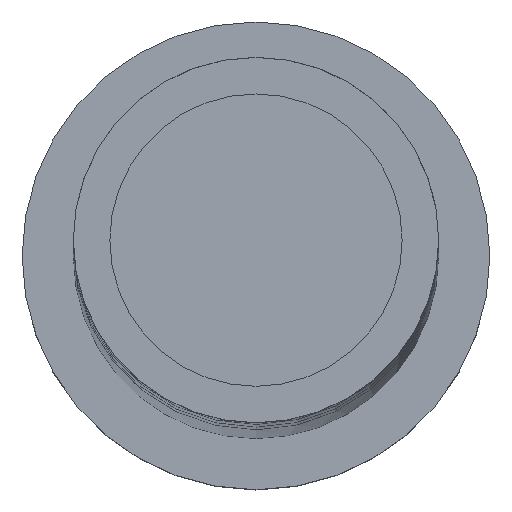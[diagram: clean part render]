
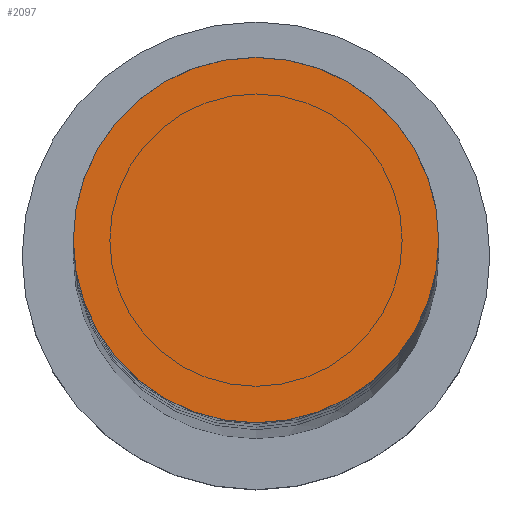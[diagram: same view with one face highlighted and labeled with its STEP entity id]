
A CAD part, top view. The second image highlights one B-rep face of the part: STEP entity #2097.
In plain terms, the highlighted planar face has unit normal (0, 0, 1).
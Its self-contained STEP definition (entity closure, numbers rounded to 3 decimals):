
#9 = ORIENTED_EDGE ( 'NONE', *, *, #1381, .T. ) ;
#67 = EDGE_CURVE ( 'NONE', #573, #2067, #1796, .T. ) ;
#90 = DIRECTION ( 'NONE',  ( 1., 0., 0. ) ) ;
#115 = AXIS2_PLACEMENT_3D ( 'NONE', #747, #1417, #317 ) ;
#317 = DIRECTION ( 'NONE',  ( 1., 0., 0. ) ) ;
#366 = CARTESIAN_POINT ( 'NONE',  ( 0., 0., 630. ) ) ;
#432 = CIRCLE ( 'NONE', #115, 12.5 ) ;
#463 = EDGE_LOOP ( 'NONE', ( #1399, #9 ) ) ;
#573 = VERTEX_POINT ( 'NONE', #972 ) ;
#747 = CARTESIAN_POINT ( 'NONE',  ( 0., 0., 630. ) ) ;
#821 = AXIS2_PLACEMENT_3D ( 'NONE', #928, #2128, #90 ) ;
#853 = AXIS2_PLACEMENT_3D ( 'NONE', #366, #1349, #1033 ) ;
#928 = CARTESIAN_POINT ( 'NONE',  ( 0., 0., 630. ) ) ;
#972 = CARTESIAN_POINT ( 'NONE',  ( -12.5, 0., 630. ) ) ;
#1007 = FACE_OUTER_BOUND ( 'NONE', #463, .T. ) ;
#1033 = DIRECTION ( 'NONE',  ( 1., 0., 0. ) ) ;
#1349 = DIRECTION ( 'NONE',  ( 0., 0., 1. ) ) ;
#1358 = CARTESIAN_POINT ( 'NONE',  ( 12.5, 0., 630. ) ) ;
#1381 = EDGE_CURVE ( 'NONE', #2067, #573, #432, .T. ) ;
#1399 = ORIENTED_EDGE ( 'NONE', *, *, #67, .T. ) ;
#1417 = DIRECTION ( 'NONE',  ( 0., 0., 1. ) ) ;
#1672 = PLANE ( 'NONE',  #853 ) ;
#1796 = CIRCLE ( 'NONE', #821, 12.5 ) ;
#2067 = VERTEX_POINT ( 'NONE', #1358 ) ;
#2097 = ADVANCED_FACE ( 'NONE', ( #1007 ), #1672, .T. ) ;
#2128 = DIRECTION ( 'NONE',  ( 0., 0., 1. ) ) ;
